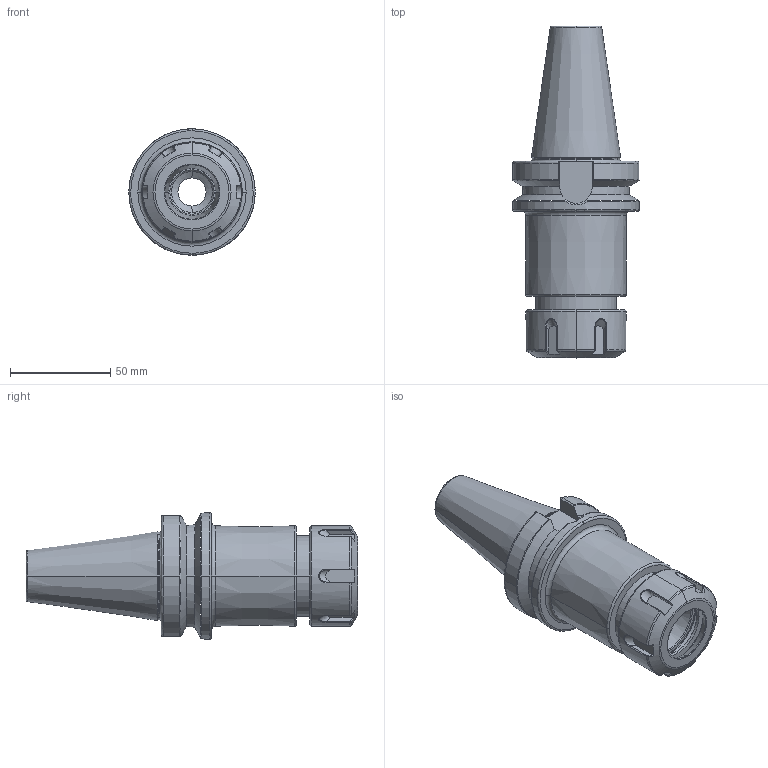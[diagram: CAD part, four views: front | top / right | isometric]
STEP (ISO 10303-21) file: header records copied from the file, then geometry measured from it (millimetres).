
FILE_DESCRIPTION (( 'STEP AP203' ), '1' );
FILE_NAME ('BT40-ER32-100.STEP', '2021-01-10T08:36:20', ( '微软用户' ), ( '微软中国' ), 'SwSTEP 2.0', 'SolidWorks 2016', '' );
FILE_SCHEMA (( 'CONFIG_CONTROL_DESIGN' ));
Length unit declared in the file: millimetre
Products named in the file (3): BT40-ER32-100; ER32UM
Assembly tree (2 placements, depth 2):
  BT40-ER32-100
    BT40-ER32-100
    ER32UM
Bounding box: 63 x 165.4 x 63 mm (x, y, z)
Volume: 210718.5 mm3; surface area: 45174 mm2
Topology: 2 solids, 2 shells, 213 faces, 547 edges, 342 vertices
Faces by surface type: bspline 62, plane 56, cylinder 38, cone 35, torus 22
Entity records: 14343 total; most frequent: CARTESIAN_POINT 9339, ORIENTED_EDGE 1086, DIRECTION 839, EDGE_CURVE 543, VERTEX_POINT 342, AXIS2_PLACEMENT_3D 339, EDGE_LOOP 225, FACE_OUTER_BOUND 213
